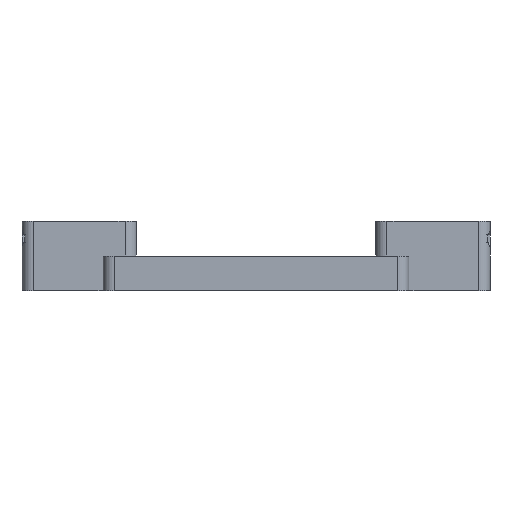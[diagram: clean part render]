
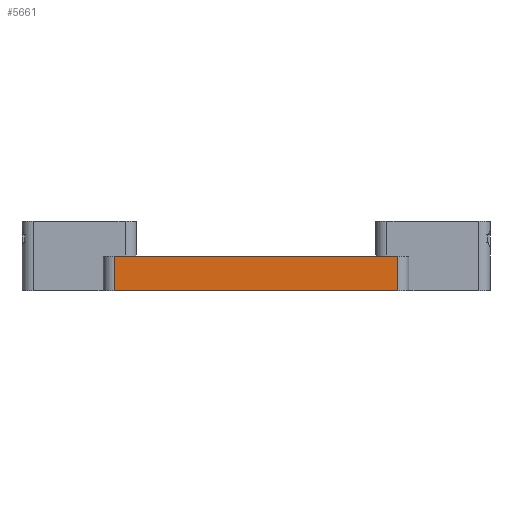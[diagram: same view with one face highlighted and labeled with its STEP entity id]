
A CAD part, front view. The second image highlights one B-rep face of the part: STEP entity #5661.
In plain terms, the highlighted planar face has unit normal (0, -1, 0).
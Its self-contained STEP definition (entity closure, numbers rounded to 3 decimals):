
#73 = PLANE('',#74);
#74 = AXIS2_PLACEMENT_3D('',#75,#76,#77);
#75 = CARTESIAN_POINT('',(-54.9,-44.7,0.));
#76 = DIRECTION('',(0.,0.,-1.));
#77 = DIRECTION('',(-1.,0.,0.));
#3530 = PLANE('',#3531);
#3531 = AXIS2_PLACEMENT_3D('',#3532,#3533,#3534);
#3532 = CARTESIAN_POINT('',(-54.9,-48.7,12.5));
#3533 = DIRECTION('',(0.,0.,1.));
#3534 = DIRECTION('',(1.,0.,0.));
#3555 = VERTEX_POINT('',#3556);
#3556 = CARTESIAN_POINT('',(-50.9,-48.7,12.5));
#3571 = CYLINDRICAL_SURFACE('',#3572,4.);
#3572 = AXIS2_PLACEMENT_3D('',#3573,#3574,#3575);
#3573 = CARTESIAN_POINT('',(-50.9,-44.7,0.));
#3574 = DIRECTION('',(0.,0.,1.));
#3575 = DIRECTION('',(-1.,0.,0.));
#3583 = EDGE_CURVE('',#3555,#3584,#3586,.T.);
#3584 = VERTEX_POINT('',#3585);
#3585 = CARTESIAN_POINT('',(50.9,-48.7,12.5));
#3586 = SURFACE_CURVE('',#3587,(#3591,#3598),.PCURVE_S1.);
#3587 = LINE('',#3588,#3589);
#3588 = CARTESIAN_POINT('',(-54.9,-48.7,12.5));
#3589 = VECTOR('',#3590,1.);
#3590 = DIRECTION('',(1.,0.,0.));
#3591 = PCURVE('',#3530,#3592);
#3592 = DEFINITIONAL_REPRESENTATION('',(#3593),#3597);
#3593 = LINE('',#3594,#3595);
#3594 = CARTESIAN_POINT('',(0.,0.));
#3595 = VECTOR('',#3596,1.);
#3596 = DIRECTION('',(1.,0.));
#3597 = ( GEOMETRIC_REPRESENTATION_CONTEXT(2) 
PARAMETRIC_REPRESENTATION_CONTEXT() REPRESENTATION_CONTEXT('2D SPACE',''
  ) );
#3598 = PCURVE('',#3599,#3604);
#3599 = PLANE('',#3600);
#3600 = AXIS2_PLACEMENT_3D('',#3601,#3602,#3603);
#3601 = CARTESIAN_POINT('',(-54.9,-48.7,0.));
#3602 = DIRECTION('',(0.,1.,0.));
#3603 = DIRECTION('',(0.,0.,1.));
#3604 = DEFINITIONAL_REPRESENTATION('',(#3605),#3609);
#3605 = LINE('',#3606,#3607);
#3606 = CARTESIAN_POINT('',(12.5,0.));
#3607 = VECTOR('',#3608,1.);
#3608 = DIRECTION('',(0.,1.));
#3609 = ( GEOMETRIC_REPRESENTATION_CONTEXT(2) 
PARAMETRIC_REPRESENTATION_CONTEXT() REPRESENTATION_CONTEXT('2D SPACE',''
  ) );
#3632 = CYLINDRICAL_SURFACE('',#3633,4.);
#3633 = AXIS2_PLACEMENT_3D('',#3634,#3635,#3636);
#3634 = CARTESIAN_POINT('',(50.9,-44.7,0.));
#3635 = DIRECTION('',(0.,0.,1.));
#3636 = DIRECTION('',(1.,0.,0.));
#5616 = VERTEX_POINT('',#5617);
#5617 = CARTESIAN_POINT('',(50.9,-48.7,0.));
#5639 = EDGE_CURVE('',#5616,#3584,#5640,.T.);
#5640 = SURFACE_CURVE('',#5641,(#5645,#5652),.PCURVE_S1.);
#5641 = LINE('',#5642,#5643);
#5642 = CARTESIAN_POINT('',(50.9,-48.7,0.));
#5643 = VECTOR('',#5644,1.);
#5644 = DIRECTION('',(0.,0.,1.));
#5645 = PCURVE('',#3632,#5646);
#5646 = DEFINITIONAL_REPRESENTATION('',(#5647),#5651);
#5647 = LINE('',#5648,#5649);
#5648 = CARTESIAN_POINT('',(-1.571,0.));
#5649 = VECTOR('',#5650,1.);
#5650 = DIRECTION('',(0.,1.));
#5651 = ( GEOMETRIC_REPRESENTATION_CONTEXT(2) 
PARAMETRIC_REPRESENTATION_CONTEXT() REPRESENTATION_CONTEXT('2D SPACE',''
  ) );
#5652 = PCURVE('',#3599,#5653);
#5653 = DEFINITIONAL_REPRESENTATION('',(#5654),#5658);
#5654 = LINE('',#5655,#5656);
#5655 = CARTESIAN_POINT('',(0.,105.8));
#5656 = VECTOR('',#5657,1.);
#5657 = DIRECTION('',(1.,0.));
#5658 = ( GEOMETRIC_REPRESENTATION_CONTEXT(2) 
PARAMETRIC_REPRESENTATION_CONTEXT() REPRESENTATION_CONTEXT('2D SPACE',''
  ) );
#5661 = ADVANCED_FACE('',(#5662),#3599,.F.);
#5662 = FACE_BOUND('',#5663,.F.);
#5663 = EDGE_LOOP('',(#5664,#5687,#5708,#5709));
#5664 = ORIENTED_EDGE('',*,*,#5665,.F.);
#5665 = EDGE_CURVE('',#5666,#5616,#5668,.T.);
#5666 = VERTEX_POINT('',#5667);
#5667 = CARTESIAN_POINT('',(-50.9,-48.7,0.));
#5668 = SURFACE_CURVE('',#5669,(#5673,#5680),.PCURVE_S1.);
#5669 = LINE('',#5670,#5671);
#5670 = CARTESIAN_POINT('',(-54.9,-48.7,0.));
#5671 = VECTOR('',#5672,1.);
#5672 = DIRECTION('',(1.,0.,0.));
#5673 = PCURVE('',#3599,#5674);
#5674 = DEFINITIONAL_REPRESENTATION('',(#5675),#5679);
#5675 = LINE('',#5676,#5677);
#5676 = CARTESIAN_POINT('',(0.,0.));
#5677 = VECTOR('',#5678,1.);
#5678 = DIRECTION('',(0.,1.));
#5679 = ( GEOMETRIC_REPRESENTATION_CONTEXT(2) 
PARAMETRIC_REPRESENTATION_CONTEXT() REPRESENTATION_CONTEXT('2D SPACE',''
  ) );
#5680 = PCURVE('',#73,#5681);
#5681 = DEFINITIONAL_REPRESENTATION('',(#5682),#5686);
#5682 = LINE('',#5683,#5684);
#5683 = CARTESIAN_POINT('',(0.,-4.));
#5684 = VECTOR('',#5685,1.);
#5685 = DIRECTION('',(-1.,0.));
#5686 = ( GEOMETRIC_REPRESENTATION_CONTEXT(2) 
PARAMETRIC_REPRESENTATION_CONTEXT() REPRESENTATION_CONTEXT('2D SPACE',''
  ) );
#5687 = ORIENTED_EDGE('',*,*,#5688,.T.);
#5688 = EDGE_CURVE('',#5666,#3555,#5689,.T.);
#5689 = SURFACE_CURVE('',#5690,(#5694,#5701),.PCURVE_S1.);
#5690 = LINE('',#5691,#5692);
#5691 = CARTESIAN_POINT('',(-50.9,-48.7,0.));
#5692 = VECTOR('',#5693,1.);
#5693 = DIRECTION('',(0.,0.,1.));
#5694 = PCURVE('',#3599,#5695);
#5695 = DEFINITIONAL_REPRESENTATION('',(#5696),#5700);
#5696 = LINE('',#5697,#5698);
#5697 = CARTESIAN_POINT('',(0.,4.));
#5698 = VECTOR('',#5699,1.);
#5699 = DIRECTION('',(1.,0.));
#5700 = ( GEOMETRIC_REPRESENTATION_CONTEXT(2) 
PARAMETRIC_REPRESENTATION_CONTEXT() REPRESENTATION_CONTEXT('2D SPACE',''
  ) );
#5701 = PCURVE('',#3571,#5702);
#5702 = DEFINITIONAL_REPRESENTATION('',(#5703),#5707);
#5703 = LINE('',#5704,#5705);
#5704 = CARTESIAN_POINT('',(1.571,0.));
#5705 = VECTOR('',#5706,1.);
#5706 = DIRECTION('',(0.,1.));
#5707 = ( GEOMETRIC_REPRESENTATION_CONTEXT(2) 
PARAMETRIC_REPRESENTATION_CONTEXT() REPRESENTATION_CONTEXT('2D SPACE',''
  ) );
#5708 = ORIENTED_EDGE('',*,*,#3583,.T.);
#5709 = ORIENTED_EDGE('',*,*,#5639,.F.);
